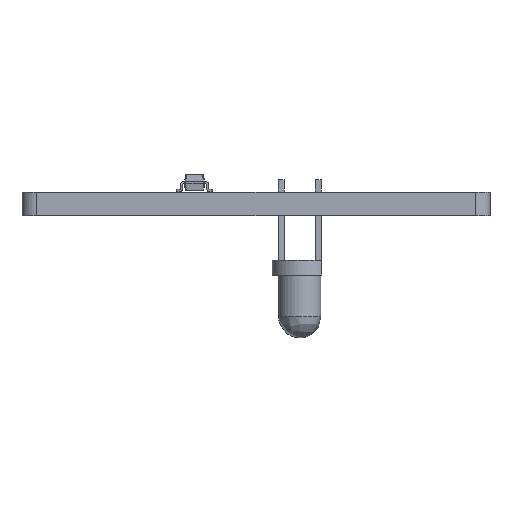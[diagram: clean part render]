
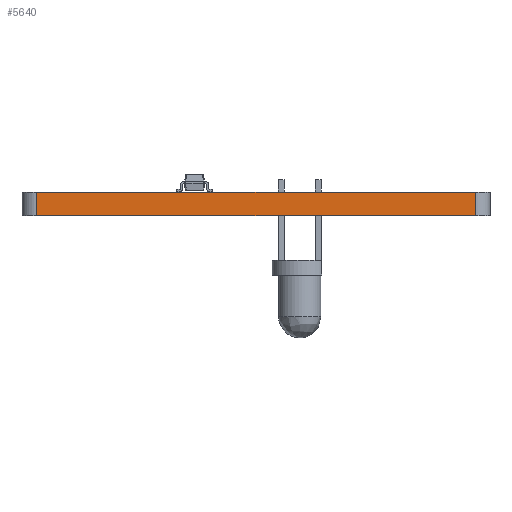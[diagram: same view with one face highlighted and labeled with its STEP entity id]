
A CAD part, front view. The second image highlights one B-rep face of the part: STEP entity #5640.
In plain terms, the highlighted planar face has unit normal (0, -1, 0).
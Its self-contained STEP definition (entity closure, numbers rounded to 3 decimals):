
#5522 = EDGE_CURVE('',#5523,#5525,#5527,.T.);
#5523 = VERTEX_POINT('',#5524);
#5524 = CARTESIAN_POINT('',(15.,-16.,0.));
#5525 = VERTEX_POINT('',#5526);
#5526 = CARTESIAN_POINT('',(15.,-16.,1.6));
#5527 = SURFACE_CURVE('',#5528,(#5532,#5544),.PCURVE_S1.);
#5528 = LINE('',#5529,#5530);
#5529 = CARTESIAN_POINT('',(15.,-16.,0.));
#5530 = VECTOR('',#5531,1.);
#5531 = DIRECTION('',(0.,0.,1.));
#5532 = PCURVE('',#5533,#5538);
#5533 = CYLINDRICAL_SURFACE('',#5534,1.);
#5534 = AXIS2_PLACEMENT_3D('',#5535,#5536,#5537);
#5535 = CARTESIAN_POINT('',(15.,-15.,0.));
#5536 = DIRECTION('',(-0.,-0.,-1.));
#5537 = DIRECTION('',(1.,0.,-0.));
#5538 = DEFINITIONAL_REPRESENTATION('',(#5539),#5543);
#5539 = LINE('',#5540,#5541);
#5540 = CARTESIAN_POINT('',(-4.712,0.));
#5541 = VECTOR('',#5542,1.);
#5542 = DIRECTION('',(-0.,-1.));
#5543 = ( GEOMETRIC_REPRESENTATION_CONTEXT(2) 
PARAMETRIC_REPRESENTATION_CONTEXT() REPRESENTATION_CONTEXT('2D SPACE',''
  ) );
#5544 = PCURVE('',#5545,#5550);
#5545 = PLANE('',#5546);
#5546 = AXIS2_PLACEMENT_3D('',#5547,#5548,#5549);
#5547 = CARTESIAN_POINT('',(15.,-16.,0.));
#5548 = DIRECTION('',(0.,-1.,0.));
#5549 = DIRECTION('',(-1.,0.,0.));
#5550 = DEFINITIONAL_REPRESENTATION('',(#5551),#5555);
#5551 = LINE('',#5552,#5553);
#5552 = CARTESIAN_POINT('',(0.,-0.));
#5553 = VECTOR('',#5554,1.);
#5554 = DIRECTION('',(0.,-1.));
#5555 = ( GEOMETRIC_REPRESENTATION_CONTEXT(2) 
PARAMETRIC_REPRESENTATION_CONTEXT() REPRESENTATION_CONTEXT('2D SPACE',''
  ) );
#5574 = PLANE('',#5575);
#5575 = AXIS2_PLACEMENT_3D('',#5576,#5577,#5578);
#5576 = CARTESIAN_POINT('',(0.,0.,1.6));
#5577 = DIRECTION('',(0.,0.,1.));
#5578 = DIRECTION('',(1.,0.,-0.));
#5629 = PLANE('',#5630);
#5630 = AXIS2_PLACEMENT_3D('',#5631,#5632,#5633);
#5631 = CARTESIAN_POINT('',(0.,0.,0.));
#5632 = DIRECTION('',(0.,0.,1.));
#5633 = DIRECTION('',(1.,0.,-0.));
#5640 = ADVANCED_FACE('',(#5641),#5545,.T.);
#5641 = FACE_BOUND('',#5642,.T.);
#5642 = EDGE_LOOP('',(#5643,#5644,#5667,#5695));
#5643 = ORIENTED_EDGE('',*,*,#5522,.T.);
#5644 = ORIENTED_EDGE('',*,*,#5645,.T.);
#5645 = EDGE_CURVE('',#5525,#5646,#5648,.T.);
#5646 = VERTEX_POINT('',#5647);
#5647 = CARTESIAN_POINT('',(-15.,-16.,1.6));
#5648 = SURFACE_CURVE('',#5649,(#5653,#5660),.PCURVE_S1.);
#5649 = LINE('',#5650,#5651);
#5650 = CARTESIAN_POINT('',(15.,-16.,1.6));
#5651 = VECTOR('',#5652,1.);
#5652 = DIRECTION('',(-1.,0.,0.));
#5653 = PCURVE('',#5545,#5654);
#5654 = DEFINITIONAL_REPRESENTATION('',(#5655),#5659);
#5655 = LINE('',#5656,#5657);
#5656 = CARTESIAN_POINT('',(0.,-1.6));
#5657 = VECTOR('',#5658,1.);
#5658 = DIRECTION('',(1.,0.));
#5659 = ( GEOMETRIC_REPRESENTATION_CONTEXT(2) 
PARAMETRIC_REPRESENTATION_CONTEXT() REPRESENTATION_CONTEXT('2D SPACE',''
  ) );
#5660 = PCURVE('',#5574,#5661);
#5661 = DEFINITIONAL_REPRESENTATION('',(#5662),#5666);
#5662 = LINE('',#5663,#5664);
#5663 = CARTESIAN_POINT('',(15.,-16.));
#5664 = VECTOR('',#5665,1.);
#5665 = DIRECTION('',(-1.,0.));
#5666 = ( GEOMETRIC_REPRESENTATION_CONTEXT(2) 
PARAMETRIC_REPRESENTATION_CONTEXT() REPRESENTATION_CONTEXT('2D SPACE',''
  ) );
#5667 = ORIENTED_EDGE('',*,*,#5668,.F.);
#5668 = EDGE_CURVE('',#5669,#5646,#5671,.T.);
#5669 = VERTEX_POINT('',#5670);
#5670 = CARTESIAN_POINT('',(-15.,-16.,0.));
#5671 = SURFACE_CURVE('',#5672,(#5676,#5683),.PCURVE_S1.);
#5672 = LINE('',#5673,#5674);
#5673 = CARTESIAN_POINT('',(-15.,-16.,0.));
#5674 = VECTOR('',#5675,1.);
#5675 = DIRECTION('',(0.,0.,1.));
#5676 = PCURVE('',#5545,#5677);
#5677 = DEFINITIONAL_REPRESENTATION('',(#5678),#5682);
#5678 = LINE('',#5679,#5680);
#5679 = CARTESIAN_POINT('',(30.,0.));
#5680 = VECTOR('',#5681,1.);
#5681 = DIRECTION('',(0.,-1.));
#5682 = ( GEOMETRIC_REPRESENTATION_CONTEXT(2) 
PARAMETRIC_REPRESENTATION_CONTEXT() REPRESENTATION_CONTEXT('2D SPACE',''
  ) );
#5683 = PCURVE('',#5684,#5689);
#5684 = CYLINDRICAL_SURFACE('',#5685,1.);
#5685 = AXIS2_PLACEMENT_3D('',#5686,#5687,#5688);
#5686 = CARTESIAN_POINT('',(-15.,-15.,0.));
#5687 = DIRECTION('',(-0.,-0.,-1.));
#5688 = DIRECTION('',(1.,0.,-0.));
#5689 = DEFINITIONAL_REPRESENTATION('',(#5690),#5694);
#5690 = LINE('',#5691,#5692);
#5691 = CARTESIAN_POINT('',(-4.712,0.));
#5692 = VECTOR('',#5693,1.);
#5693 = DIRECTION('',(-0.,-1.));
#5694 = ( GEOMETRIC_REPRESENTATION_CONTEXT(2) 
PARAMETRIC_REPRESENTATION_CONTEXT() REPRESENTATION_CONTEXT('2D SPACE',''
  ) );
#5695 = ORIENTED_EDGE('',*,*,#5696,.F.);
#5696 = EDGE_CURVE('',#5523,#5669,#5697,.T.);
#5697 = SURFACE_CURVE('',#5698,(#5702,#5709),.PCURVE_S1.);
#5698 = LINE('',#5699,#5700);
#5699 = CARTESIAN_POINT('',(15.,-16.,0.));
#5700 = VECTOR('',#5701,1.);
#5701 = DIRECTION('',(-1.,0.,0.));
#5702 = PCURVE('',#5545,#5703);
#5703 = DEFINITIONAL_REPRESENTATION('',(#5704),#5708);
#5704 = LINE('',#5705,#5706);
#5705 = CARTESIAN_POINT('',(0.,-0.));
#5706 = VECTOR('',#5707,1.);
#5707 = DIRECTION('',(1.,0.));
#5708 = ( GEOMETRIC_REPRESENTATION_CONTEXT(2) 
PARAMETRIC_REPRESENTATION_CONTEXT() REPRESENTATION_CONTEXT('2D SPACE',''
  ) );
#5709 = PCURVE('',#5629,#5710);
#5710 = DEFINITIONAL_REPRESENTATION('',(#5711),#5715);
#5711 = LINE('',#5712,#5713);
#5712 = CARTESIAN_POINT('',(15.,-16.));
#5713 = VECTOR('',#5714,1.);
#5714 = DIRECTION('',(-1.,0.));
#5715 = ( GEOMETRIC_REPRESENTATION_CONTEXT(2) 
PARAMETRIC_REPRESENTATION_CONTEXT() REPRESENTATION_CONTEXT('2D SPACE',''
  ) );
